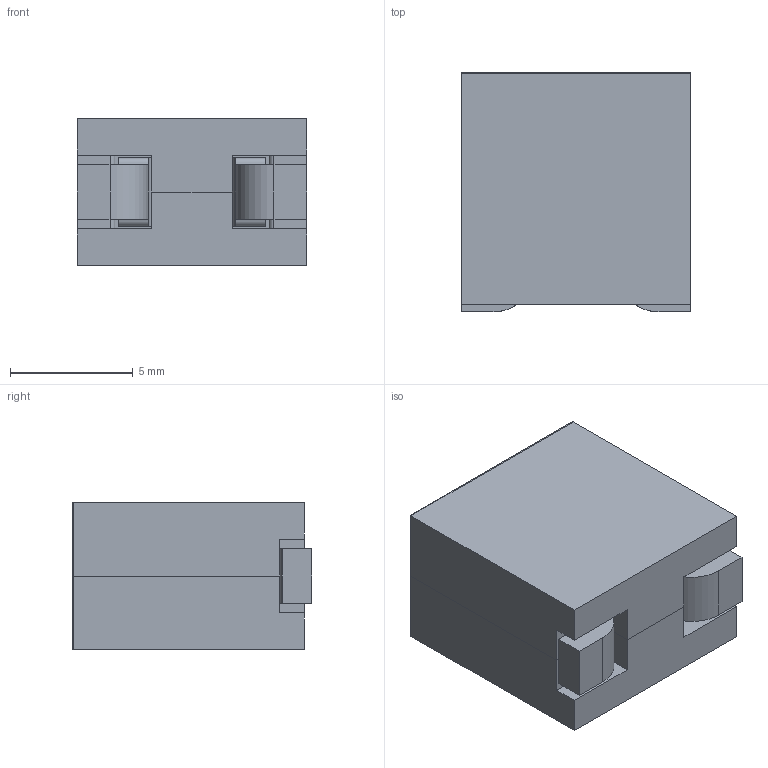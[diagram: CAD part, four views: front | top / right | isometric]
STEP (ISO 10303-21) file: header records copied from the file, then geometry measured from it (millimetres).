
FILE_DESCRIPTION (( 'STEP AP203' ), '1' );
FILE_NAME ('VLBU9664100LT.STEP', '2018-12-20T05:47:06', ( '' ), ( '' ), 'SwSTEP 2.0', 'SolidWorks 2018', '' );
FILE_SCHEMA (( 'CONFIG_CONTROL_DESIGN' ));
Length unit declared in the file: millimetre
Products named in the file (1): VLBU9664100LT
Bounding box: 9.35 x 9.75 x 6 mm (x, y, z)
Volume: 498.2 mm3; surface area: 954.7 mm2
Topology: 4 solids, 4 shells, 76 faces, 196 edges, 128 vertices
Faces by surface type: plane 56, cylinder 20
Entity records: 2367 total; most frequent: CARTESIAN_POINT 401, ORIENTED_EDGE 392, DIRECTION 390, EDGE_CURVE 196, VECTOR 156, LINE 156, VERTEX_POINT 128, AXIS2_PLACEMENT_3D 117
